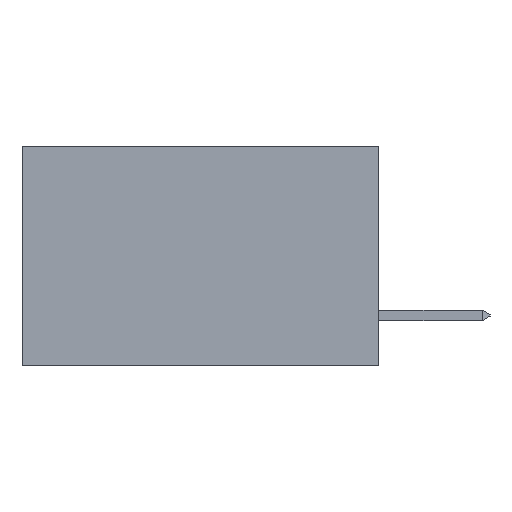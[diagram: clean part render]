
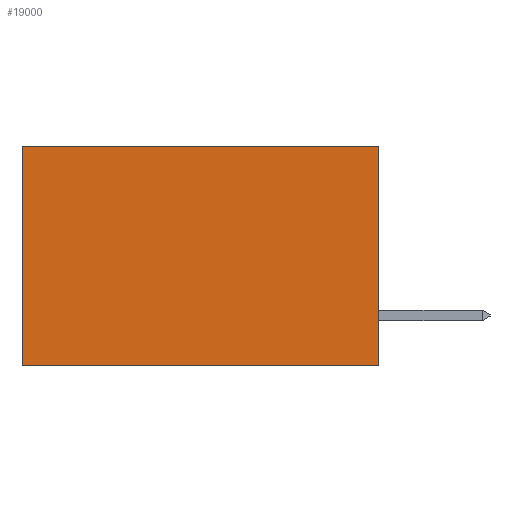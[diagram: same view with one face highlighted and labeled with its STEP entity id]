
A CAD part, left-side view. The second image highlights one B-rep face of the part: STEP entity #19000.
In plain terms, the highlighted planar face has unit normal (-1, 0, 0).
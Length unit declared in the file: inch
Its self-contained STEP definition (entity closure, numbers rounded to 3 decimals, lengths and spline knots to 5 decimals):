
#292 = DIRECTION ( 'NONE',  ( 0., 1., 0. ) ) ;
#500 = CARTESIAN_POINT ( 'NONE',  ( 0.2615, 0., -0.37 ) ) ;
#602 = CARTESIAN_POINT ( 'NONE',  ( 0.2615, 0., -0.37 ) ) ;
#1726 = DIRECTION ( 'NONE',  ( 0., 1., 0. ) ) ;
#1730 = CARTESIAN_POINT ( 'NONE',  ( 0.2615, 0., 0. ) ) ;
#2230 = DIRECTION ( 'NONE',  ( 1., 0., 0. ) ) ;
#2851 = LINE ( 'NONE', #602, #11228 ) ;
#3088 = LINE ( 'NONE', #12971, #10965 ) ;
#3439 = EDGE_CURVE ( 'NONE', #15419, #15847, #2851, .T. ) ;
#4488 = VERTEX_POINT ( 'NONE', #6215 ) ;
#6054 = DIRECTION ( 'NONE',  ( 0., 0., -1. ) ) ;
#6215 = CARTESIAN_POINT ( 'NONE',  ( 0.2615, 0.6, 0. ) ) ;
#6316 = AXIS2_PLACEMENT_3D ( 'NONE', #500, #2230, #13183 ) ;
#7241 = LINE ( 'NONE', #17891, #14816 ) ;
#7482 = LINE ( 'NONE', #1730, #18742 ) ;
#7874 = EDGE_CURVE ( 'NONE', #4488, #15847, #3088, .T. ) ;
#8807 = CARTESIAN_POINT ( 'NONE',  ( 0.2615, 0.6, -0.37 ) ) ;
#9176 = ORIENTED_EDGE ( 'NONE', *, *, #11616, .T. ) ;
#10965 = VECTOR ( 'NONE', #12739, 39.37008 ) ;
#11228 = VECTOR ( 'NONE', #292, 39.37008 ) ;
#11616 = EDGE_CURVE ( 'NONE', #17492, #4488, #7482, .T. ) ;
#11853 = EDGE_CURVE ( 'NONE', #17492, #15419, #7241, .T. ) ;
#12461 = ORIENTED_EDGE ( 'NONE', *, *, #7874, .T. ) ;
#12739 = DIRECTION ( 'NONE',  ( 0., 0., -1. ) ) ;
#12971 = CARTESIAN_POINT ( 'NONE',  ( 0.2615, 0.6, -0.37 ) ) ;
#13183 = DIRECTION ( 'NONE',  ( 0., 0., -1. ) ) ;
#13645 = ORIENTED_EDGE ( 'NONE', *, *, #3439, .F. ) ;
#14156 = FACE_OUTER_BOUND ( 'NONE', #16613, .T. ) ;
#14816 = VECTOR ( 'NONE', #6054, 39.37008 ) ;
#15419 = VERTEX_POINT ( 'NONE', #18426 ) ;
#15847 = VERTEX_POINT ( 'NONE', #8807 ) ;
#16613 = EDGE_LOOP ( 'NONE', ( #12461, #13645, #19388, #9176 ) ) ;
#17492 = VERTEX_POINT ( 'NONE', #17760 ) ;
#17760 = CARTESIAN_POINT ( 'NONE',  ( 0.2615, 0., 0. ) ) ;
#17891 = CARTESIAN_POINT ( 'NONE',  ( 0.2615, 0., -0.37 ) ) ;
#18426 = CARTESIAN_POINT ( 'NONE',  ( 0.2615, 0., -0.37 ) ) ;
#18742 = VECTOR ( 'NONE', #1726, 39.37008 ) ;
#18743 = PLANE ( 'NONE',  #6316 ) ;
#19000 = ADVANCED_FACE ( 'NONE', ( #14156 ), #18743, .F. ) ;
#19388 = ORIENTED_EDGE ( 'NONE', *, *, #11853, .F. ) ;
